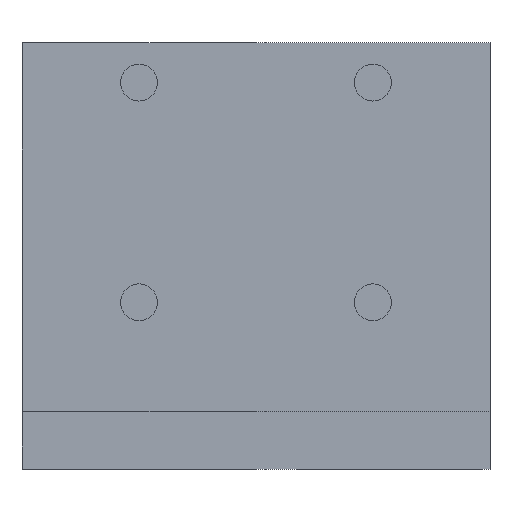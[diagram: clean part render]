
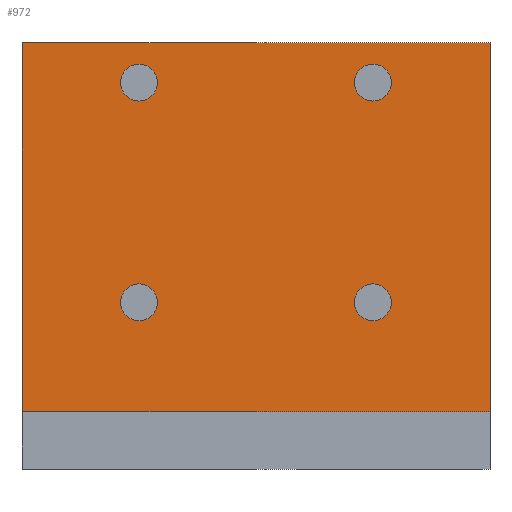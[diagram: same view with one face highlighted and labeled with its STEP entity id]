
A CAD part, front view. The second image highlights one B-rep face of the part: STEP entity #972.
In plain terms, the highlighted planar face has unit normal (0, -1, 0).
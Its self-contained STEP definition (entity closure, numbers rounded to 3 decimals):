
#17=DIRECTION('',(1.,0.,0.));
#18=VECTOR('',#17,20.3);
#19=CARTESIAN_POINT('',(-10.15,0.,-6.75));
#20=LINE('',#19,#18);
#21=DIRECTION('',(0.,0.,1.));
#22=VECTOR('',#21,16.);
#23=CARTESIAN_POINT('',(-10.15,0.,-6.75));
#24=LINE('',#23,#22);
#25=DIRECTION('',(1.,0.,0.));
#26=VECTOR('',#25,20.3);
#27=CARTESIAN_POINT('',(-10.15,0.,9.25));
#28=LINE('',#27,#26);
#29=DIRECTION('',(0.,0.,-1.));
#30=VECTOR('',#29,16.);
#31=CARTESIAN_POINT('',(10.15,0.,9.25));
#32=LINE('',#31,#30);
#33=CARTESIAN_POINT('',(5.07,0.,-2.01));
#34=DIRECTION('',(0.,-1.,0.));
#35=DIRECTION('',(0.,0.,1.));
#36=AXIS2_PLACEMENT_3D('',#33,#34,#35);
#38=CARTESIAN_POINT('',(5.07,0.,-2.01));
#39=DIRECTION('',(0.,-1.,0.));
#40=DIRECTION('',(0.,0.,-1.));
#41=AXIS2_PLACEMENT_3D('',#38,#39,#40);
#43=CARTESIAN_POINT('',(-5.075,0.,-2.01));
#44=DIRECTION('',(0.,-1.,0.));
#45=DIRECTION('',(0.,0.,1.));
#46=AXIS2_PLACEMENT_3D('',#43,#44,#45);
#48=CARTESIAN_POINT('',(-5.075,0.,-2.01));
#49=DIRECTION('',(0.,-1.,0.));
#50=DIRECTION('',(0.,0.,-1.));
#51=AXIS2_PLACEMENT_3D('',#48,#49,#50);
#53=CARTESIAN_POINT('',(5.07,0.,7.52));
#54=DIRECTION('',(0.,-1.,0.));
#55=DIRECTION('',(0.,0.,1.));
#56=AXIS2_PLACEMENT_3D('',#53,#54,#55);
#58=CARTESIAN_POINT('',(5.07,0.,7.52));
#59=DIRECTION('',(0.,-1.,0.));
#60=DIRECTION('',(0.,0.,-1.));
#61=AXIS2_PLACEMENT_3D('',#58,#59,#60);
#63=CARTESIAN_POINT('',(-5.075,0.,7.52));
#64=DIRECTION('',(0.,-1.,0.));
#65=DIRECTION('',(0.,0.,1.));
#66=AXIS2_PLACEMENT_3D('',#63,#64,#65);
#68=CARTESIAN_POINT('',(-5.075,0.,7.52));
#69=DIRECTION('',(0.,-1.,0.));
#70=DIRECTION('',(0.,0.,-1.));
#71=AXIS2_PLACEMENT_3D('',#68,#69,#70);
#717=CARTESIAN_POINT('',(-10.15,0.,9.25));
#718=CARTESIAN_POINT('',(10.15,0.,9.25));
#719=VERTEX_POINT('',#717);
#720=VERTEX_POINT('',#718);
#721=CARTESIAN_POINT('',(-10.15,0.,-6.75));
#722=CARTESIAN_POINT('',(10.15,0.,-6.75));
#723=VERTEX_POINT('',#721);
#724=VERTEX_POINT('',#722);
#869=CARTESIAN_POINT('',(5.07,0.,-1.21));
#870=CARTESIAN_POINT('',(5.07,0.,-2.81));
#871=VERTEX_POINT('',#869);
#872=VERTEX_POINT('',#870);
#873=CARTESIAN_POINT('',(-5.075,0.,-1.21));
#874=CARTESIAN_POINT('',(-5.075,0.,-2.81));
#875=VERTEX_POINT('',#873);
#876=VERTEX_POINT('',#874);
#877=CARTESIAN_POINT('',(5.07,0.,8.32));
#878=CARTESIAN_POINT('',(5.07,0.,6.72));
#879=VERTEX_POINT('',#877);
#880=VERTEX_POINT('',#878);
#881=CARTESIAN_POINT('',(-5.075,0.,8.32));
#882=CARTESIAN_POINT('',(-5.075,0.,6.72));
#883=VERTEX_POINT('',#881);
#884=VERTEX_POINT('',#882);
#933=CARTESIAN_POINT('',(0.,0.,0.));
#934=DIRECTION('',(0.,1.,0.));
#935=DIRECTION('',(1.,0.,0.));
#936=AXIS2_PLACEMENT_3D('',#933,#934,#935);
#937=PLANE('',#936);
#939=ORIENTED_EDGE('',*,*,#938,.F.);
#941=ORIENTED_EDGE('',*,*,#940,.T.);
#943=ORIENTED_EDGE('',*,*,#942,.T.);
#945=ORIENTED_EDGE('',*,*,#944,.T.);
#946=EDGE_LOOP('',(#939,#941,#943,#945));
#947=FACE_OUTER_BOUND('',#946,.F.);
#949=ORIENTED_EDGE('',*,*,#948,.T.);
#951=ORIENTED_EDGE('',*,*,#950,.T.);
#952=EDGE_LOOP('',(#949,#951));
#953=FACE_BOUND('',#952,.F.);
#955=ORIENTED_EDGE('',*,*,#954,.T.);
#957=ORIENTED_EDGE('',*,*,#956,.T.);
#958=EDGE_LOOP('',(#955,#957));
#959=FACE_BOUND('',#958,.F.);
#961=ORIENTED_EDGE('',*,*,#960,.T.);
#963=ORIENTED_EDGE('',*,*,#962,.T.);
#964=EDGE_LOOP('',(#961,#963));
#965=FACE_BOUND('',#964,.F.);
#967=ORIENTED_EDGE('',*,*,#966,.T.);
#969=ORIENTED_EDGE('',*,*,#968,.T.);
#970=EDGE_LOOP('',(#967,#969));
#971=FACE_BOUND('',#970,.F.);
#37=CIRCLE('',#36,0.8);
#42=CIRCLE('',#41,0.8);
#47=CIRCLE('',#46,0.8);
#52=CIRCLE('',#51,0.8);
#57=CIRCLE('',#56,0.8);
#62=CIRCLE('',#61,0.8);
#67=CIRCLE('',#66,0.8);
#72=CIRCLE('',#71,0.8);
#938=EDGE_CURVE('',#723,#724,#20,.T.);
#940=EDGE_CURVE('',#723,#719,#24,.T.);
#942=EDGE_CURVE('',#719,#720,#28,.T.);
#944=EDGE_CURVE('',#720,#724,#32,.T.);
#948=EDGE_CURVE('',#871,#872,#37,.T.);
#950=EDGE_CURVE('',#872,#871,#42,.T.);
#954=EDGE_CURVE('',#875,#876,#47,.T.);
#956=EDGE_CURVE('',#876,#875,#52,.T.);
#960=EDGE_CURVE('',#879,#880,#57,.T.);
#962=EDGE_CURVE('',#880,#879,#62,.T.);
#966=EDGE_CURVE('',#883,#884,#67,.T.);
#968=EDGE_CURVE('',#884,#883,#72,.T.);
#972=ADVANCED_FACE('',(#947,#953,#959,#965,#971),#937,.F.);
